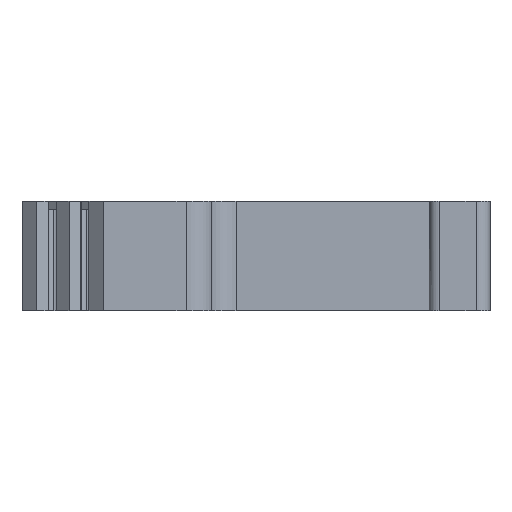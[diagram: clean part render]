
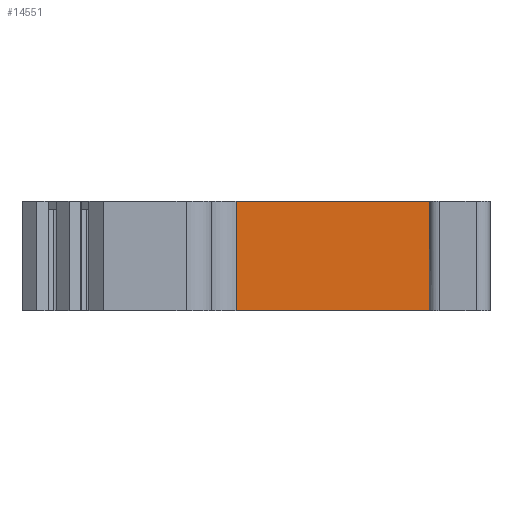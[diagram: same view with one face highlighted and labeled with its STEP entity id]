
A CAD part, left-side view. The second image highlights one B-rep face of the part: STEP entity #14551.
In plain terms, the highlighted planar face has unit normal (-1, 0, 0).
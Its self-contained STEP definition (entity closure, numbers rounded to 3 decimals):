
#301 = DIRECTION ( 'NONE',  ( 0., 1., 0. ) ) ;
#500 = LINE ( 'NONE', #14439, #8767 ) ;
#1294 = VECTOR ( 'NONE', #3756, 1000. ) ;
#1639 = CARTESIAN_POINT ( 'NONE',  ( -27.74, -12.39, 51.339 ) ) ;
#2202 = VECTOR ( 'NONE', #12346, 1000. ) ;
#2290 = VERTEX_POINT ( 'NONE', #10056 ) ;
#2321 = EDGE_CURVE ( 'NONE', #13098, #7116, #12368, .T. ) ;
#2423 = LINE ( 'NONE', #17856, #1294 ) ;
#2984 = CARTESIAN_POINT ( 'NONE',  ( -27.74, 3.629, 51.339 ) ) ;
#3625 = VECTOR ( 'NONE', #8706, 1000. ) ;
#3631 = DIRECTION ( 'NONE',  ( 1., 0., 0. ) ) ;
#3756 = DIRECTION ( 'NONE',  ( 0., 1., 0. ) ) ;
#4787 = ORIENTED_EDGE ( 'NONE', *, *, #13479, .T. ) ;
#5129 = PLANE ( 'NONE',  #10871 ) ;
#5875 = LINE ( 'NONE', #2984, #17729 ) ;
#6247 = CARTESIAN_POINT ( 'NONE',  ( -27.74, 3.629, 43.339 ) ) ;
#6431 = EDGE_CURVE ( 'NONE', #2290, #18011, #5875, .T. ) ;
#6856 = EDGE_CURVE ( 'NONE', #13179, #7116, #500, .T. ) ;
#7070 = EDGE_CURVE ( 'NONE', #2290, #18279, #14519, .T. ) ;
#7116 = VERTEX_POINT ( 'NONE', #17315 ) ;
#7477 = CARTESIAN_POINT ( 'NONE',  ( -27.74, -12.391, 49.64 ) ) ;
#8540 = EDGE_CURVE ( 'NONE', #13098, #12294, #2423, .T. ) ;
#8706 = DIRECTION ( 'NONE',  ( 0., 0., 1. ) ) ;
#8767 = VECTOR ( 'NONE', #9661, 1000. ) ;
#8780 = ORIENTED_EDGE ( 'NONE', *, *, #17483, .T. ) ;
#8957 = ORIENTED_EDGE ( 'NONE', *, *, #2321, .F. ) ;
#9661 = DIRECTION ( 'NONE',  ( 0., -1., 0. ) ) ;
#10056 = CARTESIAN_POINT ( 'NONE',  ( -27.74, 3.629, 51.339 ) ) ;
#10243 = ORIENTED_EDGE ( 'NONE', *, *, #7070, .F. ) ;
#10871 = AXIS2_PLACEMENT_3D ( 'NONE', #11237, #3631, #301 ) ;
#11237 = CARTESIAN_POINT ( 'NONE',  ( -27.74, 3.629, 51.339 ) ) ;
#11638 = CARTESIAN_POINT ( 'NONE',  ( -27.74, -10.535, 49.639 ) ) ;
#12294 = VERTEX_POINT ( 'NONE', #11638 ) ;
#12346 = DIRECTION ( 'NONE',  ( 0., -1., 0. ) ) ;
#12368 = LINE ( 'NONE', #1639, #14857 ) ;
#13098 = VERTEX_POINT ( 'NONE', #7477 ) ;
#13179 = VERTEX_POINT ( 'NONE', #15375 ) ;
#13479 = EDGE_CURVE ( 'NONE', #18011, #13179, #13829, .T. ) ;
#13829 = LINE ( 'NONE', #6247, #2202 ) ;
#14439 = CARTESIAN_POINT ( 'NONE',  ( -27.74, -10.535, 43.339 ) ) ;
#14519 = LINE ( 'NONE', #17221, #17746 ) ;
#14551 = ADVANCED_FACE ( 'NONE', ( #18650 ), #5129, .F. ) ;
#14631 = ORIENTED_EDGE ( 'NONE', *, *, #8540, .T. ) ;
#14857 = VECTOR ( 'NONE', #16653, 1000. ) ;
#14883 = EDGE_LOOP ( 'NONE', ( #4787, #17426, #8957, #14631, #8780, #10243, #15797 ) ) ;
#14902 = CARTESIAN_POINT ( 'NONE',  ( -27.74, -10.535, 50.139 ) ) ;
#15234 = CARTESIAN_POINT ( 'NONE',  ( -27.74, 3.629, 43.339 ) ) ;
#15375 = CARTESIAN_POINT ( 'NONE',  ( -27.74, -10.535, 43.339 ) ) ;
#15797 = ORIENTED_EDGE ( 'NONE', *, *, #6431, .T. ) ;
#16653 = DIRECTION ( 'NONE',  ( 0., 0., -1. ) ) ;
#16797 = CARTESIAN_POINT ( 'NONE',  ( -27.74, -10.535, 51.339 ) ) ;
#17221 = CARTESIAN_POINT ( 'NONE',  ( -27.74, 3.629, 51.339 ) ) ;
#17315 = CARTESIAN_POINT ( 'NONE',  ( -27.74, -12.39, 43.339 ) ) ;
#17426 = ORIENTED_EDGE ( 'NONE', *, *, #6856, .T. ) ;
#17483 = EDGE_CURVE ( 'NONE', #12294, #18279, #17700, .T. ) ;
#17700 = LINE ( 'NONE', #14902, #3625 ) ;
#17729 = VECTOR ( 'NONE', #19586, 1000. ) ;
#17746 = VECTOR ( 'NONE', #18730, 1000. ) ;
#17856 = CARTESIAN_POINT ( 'NONE',  ( -27.74, -10.535, 49.639 ) ) ;
#18011 = VERTEX_POINT ( 'NONE', #15234 ) ;
#18279 = VERTEX_POINT ( 'NONE', #16797 ) ;
#18650 = FACE_OUTER_BOUND ( 'NONE', #14883, .T. ) ;
#18730 = DIRECTION ( 'NONE',  ( 0., -1., 0. ) ) ;
#19586 = DIRECTION ( 'NONE',  ( 0., 0., -1. ) ) ;
